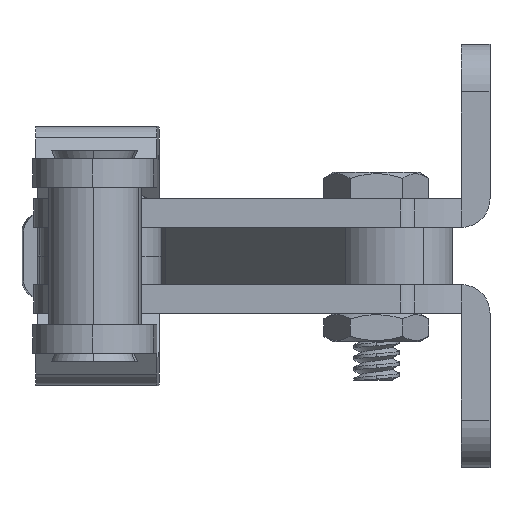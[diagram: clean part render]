
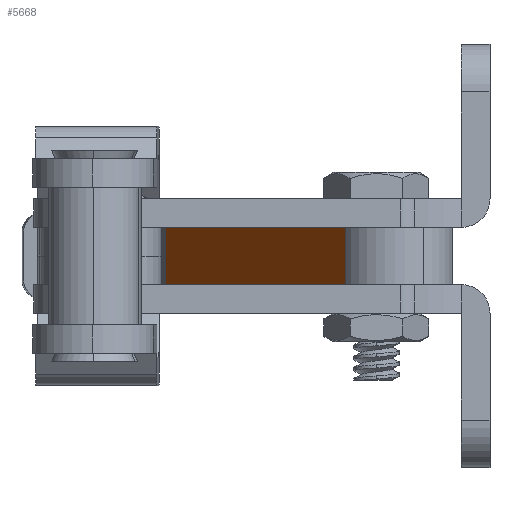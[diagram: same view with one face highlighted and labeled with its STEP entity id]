
A CAD part, left-side view. The second image highlights one B-rep face of the part: STEP entity #5668.
In plain terms, the highlighted face is planar.
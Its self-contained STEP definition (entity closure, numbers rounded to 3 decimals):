
#5487 = VERTEX_POINT ( 'NONE', #23661 ) ;
#5666 = EDGE_LOOP ( 'NONE', ( #5736, #5735, #5690, #5759 ) ) ;
#5668 = ADVANCED_FACE ( 'NONE', ( #12758 ), #12757, .F. ) ;
#5672 = EDGE_CURVE ( 'NONE', #5487, #5675, #12747, .T. ) ;
#5675 = VERTEX_POINT ( 'NONE', #12742 ) ;
#5689 = EDGE_CURVE ( 'NONE', #6420, #5675, #12775, .T. ) ;
#5690 = ORIENTED_EDGE ( 'NONE', *, *, #6390, .F. ) ;
#5735 = ORIENTED_EDGE ( 'NONE', *, *, #5689, .F. ) ;
#5736 = ORIENTED_EDGE ( 'NONE', *, *, #5672, .T. ) ;
#5749 = EDGE_CURVE ( 'NONE', #6421, #5487, #23869, .T. ) ;
#5759 = ORIENTED_EDGE ( 'NONE', *, *, #5749, .T. ) ;
#6390 = EDGE_CURVE ( 'NONE', #6421, #6420, #25624, .T. ) ;
#6420 = VERTEX_POINT ( 'NONE', #25710 ) ;
#6421 = VERTEX_POINT ( 'NONE', #25709 ) ;
#12742 = CARTESIAN_POINT ( 'NONE',  ( 7003.258, 3885.069, 0. ) ) ;
#12744 = DIRECTION ( 'NONE',  ( -1., 0., 0. ) ) ;
#12745 = VECTOR ( 'NONE', #12744, 1000. ) ;
#12746 = CARTESIAN_POINT ( 'NONE',  ( 7041.258, 3885.069, 0. ) ) ;
#12747 = LINE ( 'NONE', #12746, #12745 ) ;
#12752 = DIRECTION ( 'NONE',  ( 0., 0., -1. ) ) ;
#12753 = DIRECTION ( 'NONE',  ( 0., -1., 0. ) ) ;
#12754 = AXIS2_PLACEMENT_3D ( 'NONE', #12756, #12753, #12752 ) ;
#12756 = CARTESIAN_POINT ( 'NONE',  ( 7041.258, 3885.069, 6. ) ) ;
#12757 = PLANE ( 'NONE',  #12754 ) ;
#12758 = FACE_OUTER_BOUND ( 'NONE', #5666, .T. ) ;
#12772 = DIRECTION ( 'NONE',  ( 0., 0., -1. ) ) ;
#12773 = VECTOR ( 'NONE', #12772, 1000. ) ;
#12774 = CARTESIAN_POINT ( 'NONE',  ( 7003.258, 3885.069, 6. ) ) ;
#12775 = LINE ( 'NONE', #12774, #12773 ) ;
#23661 = CARTESIAN_POINT ( 'NONE',  ( 7041.258, 3885.069, 0. ) ) ;
#23864 = DIRECTION ( 'NONE',  ( 0., 0., -1. ) ) ;
#23865 = VECTOR ( 'NONE', #23864, 1000. ) ;
#23867 = CARTESIAN_POINT ( 'NONE',  ( 7041.258, 3885.069, 6. ) ) ;
#23869 = LINE ( 'NONE', #23867, #23865 ) ;
#25621 = DIRECTION ( 'NONE',  ( -1., 0., 0. ) ) ;
#25622 = VECTOR ( 'NONE', #25621, 1000. ) ;
#25623 = CARTESIAN_POINT ( 'NONE',  ( 7041.258, 3885.069, 6. ) ) ;
#25624 = LINE ( 'NONE', #25623, #25622 ) ;
#25709 = CARTESIAN_POINT ( 'NONE',  ( 7041.258, 3885.069, 6. ) ) ;
#25710 = CARTESIAN_POINT ( 'NONE',  ( 7003.258, 3885.069, 6. ) ) ;
